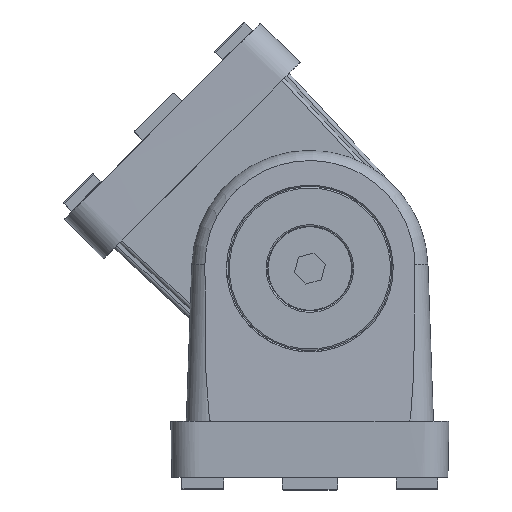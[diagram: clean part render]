
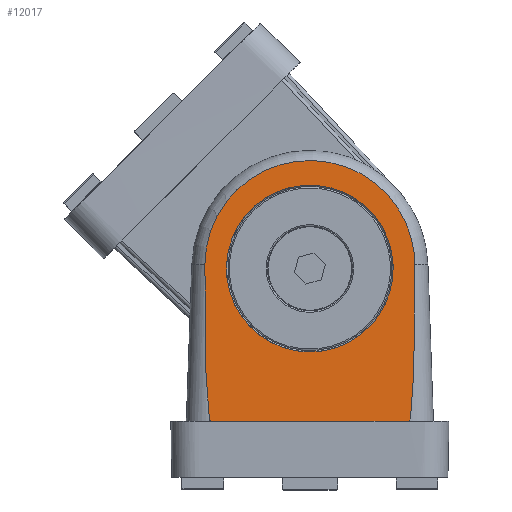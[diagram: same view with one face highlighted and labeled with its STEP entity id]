
A CAD part, top view. The second image highlights one B-rep face of the part: STEP entity #12017.
In plain terms, the highlighted planar face has unit normal (0, 0.018, 1).
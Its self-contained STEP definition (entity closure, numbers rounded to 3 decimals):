
#64=ELLIPSE('',#13131,200.668,3.5);
#67=ELLIPSE('',#13138,200.668,3.5);
#68=ELLIPSE('',#13141,12.002,12.);
#248=B_SPLINE_CURVE_WITH_KNOTS('',3,(#21141,#21142,#21143,#21144,#21145,
#21146,#21147,#21148,#21149,#21150,#21151,#21152,#21153,#21154,#21155,#21156,
#21157,#21158,#21159,#21160,#21161,#21162,#21163,#21164,#21165,#21166,#21167,
#21168,#21169,#21170,#21171,#21172,#21173,#21174,#21175),.UNSPECIFIED.,
 .F.,.F.,(4,2,2,2,2,2,2,2,3,2,2,2,2,2,2,2,4),(6.689,6.918,
7.199,7.483,7.767,8.054,8.341,
8.629,8.917,9.205,9.493,9.78,
10.066,10.351,10.635,10.916,11.145),
 .UNSPECIFIED.);
#609=FACE_BOUND('',#3956,.T.);
#1445=LINE('',#21565,#2465);
#2465=VECTOR('',#16296,1000.);
#3241=FACE_OUTER_BOUND('',#3955,.T.);
#3955=EDGE_LOOP('',(#10701,#10702,#10703,#10704));
#3956=EDGE_LOOP('',(#10705));
#5543=VERTEX_POINT('',#21129);
#5545=VERTEX_POINT('',#21132);
#5547=VERTEX_POINT('',#21138);
#5549=VERTEX_POINT('',#21178);
#5552=VERTEX_POINT('',#21186);
#7196=EDGE_CURVE('',#5543,#5545,#64,.F.);
#7200=EDGE_CURVE('',#5547,#5543,#248,.T.);
#7203=EDGE_CURVE('',#5549,#5547,#67,.F.);
#7207=EDGE_CURVE('',#5552,#5552,#68,.T.);
#7259=EDGE_CURVE('',#5549,#5545,#1445,.T.);
#10701=ORIENTED_EDGE('',*,*,#7200,.F.);
#10702=ORIENTED_EDGE('',*,*,#7203,.F.);
#10703=ORIENTED_EDGE('',*,*,#7259,.T.);
#10704=ORIENTED_EDGE('',*,*,#7196,.F.);
#10705=ORIENTED_EDGE('',*,*,#7207,.F.);
#11381=PLANE('',#13249);
#12017=ADVANCED_FACE('',(#3241,#609),#11381,.T.);
#13131=AXIS2_PLACEMENT_3D('',#21133,#16190,#16191);
#13138=AXIS2_PLACEMENT_3D('',#21181,#16205,#16206);
#13141=AXIS2_PLACEMENT_3D('',#21188,#16213,#16214);
#13249=AXIS2_PLACEMENT_3D('',#21781,#16526,#16527);
#16190=DIRECTION('center_axis',(0.,0.017,1.));
#16191=DIRECTION('ref_axis',(0.035,-0.999,0.017));
#16205=DIRECTION('center_axis',(0.,0.017,1.));
#16206=DIRECTION('ref_axis',(0.035,0.999,-0.017));
#16213=DIRECTION('center_axis',(0.,0.017,1.));
#16214=DIRECTION('ref_axis',(0.,-1.,0.017));
#16296=DIRECTION('',(1.,0.,0.));
#16526=DIRECTION('center_axis',(0.,0.017,1.));
#16527=DIRECTION('ref_axis',(0.,1.,-0.017));
#21129=CARTESIAN_POINT('',(15.103,30.427,19.607));
#21132=CARTESIAN_POINT('',(14.276,7.9,20.));
#21133=CARTESIAN_POINT('Origin',(7.275,208.415,16.5));
#21138=CARTESIAN_POINT('',(-15.103,30.427,19.607));
#21141=CARTESIAN_POINT('Ctrl Pts',(-15.103,30.427,19.607));
#21142=CARTESIAN_POINT('Ctrl Pts',(-15.102,31.214,19.593));
#21143=CARTESIAN_POINT('Ctrl Pts',(-15.036,32.046,19.579));
#21144=CARTESIAN_POINT('Ctrl Pts',(-14.731,33.873,19.547));
#21145=CARTESIAN_POINT('Ctrl Pts',(-14.454,34.861,19.529));
#21146=CARTESIAN_POINT('Ctrl Pts',(-13.783,36.621,19.499));
#21147=CARTESIAN_POINT('Ctrl Pts',(-13.325,37.554,19.482));
#21148=CARTESIAN_POINT('Ctrl Pts',(-12.219,39.298,19.452));
#21149=CARTESIAN_POINT('Ctrl Pts',(-11.571,40.111,19.438));
#21150=CARTESIAN_POINT('Ctrl Pts',(-10.252,41.483,19.414));
#21151=CARTESIAN_POINT('Ctrl Pts',(-9.46,42.169,19.402));
#21152=CARTESIAN_POINT('Ctrl Pts',(-7.745,43.352,19.381));
#21153=CARTESIAN_POINT('Ctrl Pts',(-6.823,43.85,19.372));
#21154=CARTESIAN_POINT('Ctrl Pts',(-5.061,44.601,19.359));
#21155=CARTESIAN_POINT('Ctrl Pts',(-4.059,44.923,19.354));
#21156=CARTESIAN_POINT('Ctrl Pts',(-2.008,45.342,19.346));
#21157=CARTESIAN_POINT('Ctrl Pts',(-0.96,45.439,
19.345));
#21158=CARTESIAN_POINT('Ctrl Pts',(0.,45.439,
19.345));
#21159=CARTESIAN_POINT('Ctrl Pts',(0.96,45.439,19.345));
#21160=CARTESIAN_POINT('Ctrl Pts',(2.008,45.342,19.346));
#21161=CARTESIAN_POINT('Ctrl Pts',(4.059,44.923,19.354));
#21162=CARTESIAN_POINT('Ctrl Pts',(5.061,44.601,19.359));
#21163=CARTESIAN_POINT('Ctrl Pts',(6.823,43.85,19.372));
#21164=CARTESIAN_POINT('Ctrl Pts',(7.745,43.352,19.381));
#21165=CARTESIAN_POINT('Ctrl Pts',(9.46,42.169,19.402));
#21166=CARTESIAN_POINT('Ctrl Pts',(10.252,41.483,19.414));
#21167=CARTESIAN_POINT('Ctrl Pts',(11.571,40.111,19.438));
#21168=CARTESIAN_POINT('Ctrl Pts',(12.219,39.298,19.452));
#21169=CARTESIAN_POINT('Ctrl Pts',(13.325,37.554,19.482));
#21170=CARTESIAN_POINT('Ctrl Pts',(13.783,36.621,19.499));
#21171=CARTESIAN_POINT('Ctrl Pts',(14.454,34.861,19.529));
#21172=CARTESIAN_POINT('Ctrl Pts',(14.731,33.873,19.547));
#21173=CARTESIAN_POINT('Ctrl Pts',(15.036,32.046,19.579));
#21174=CARTESIAN_POINT('Ctrl Pts',(15.102,31.214,19.593));
#21175=CARTESIAN_POINT('Ctrl Pts',(15.103,30.427,19.607));
#21178=CARTESIAN_POINT('',(-14.276,7.9,20.));
#21181=CARTESIAN_POINT('Origin',(-7.275,208.415,16.5));
#21186=CARTESIAN_POINT('',(0.,17.9,19.825));
#21188=CARTESIAN_POINT('Origin',(0.,29.9,19.616));
#21565=CARTESIAN_POINT('',(-16.,7.9,20.));
#21781=CARTESIAN_POINT('Origin',(-22.,47.9,19.302));
